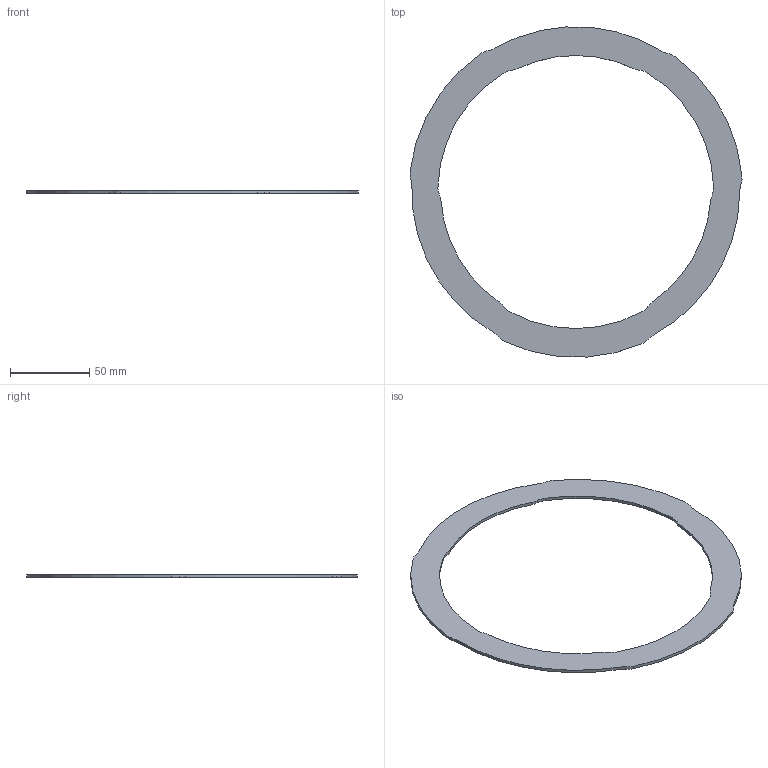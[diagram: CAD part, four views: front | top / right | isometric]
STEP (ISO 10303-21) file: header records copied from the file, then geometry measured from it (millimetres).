
FILE_DESCRIPTION(/* description */ (''),/* implementation_level */ '2;1');
FILE_NAME(/* name */ 'Lid_A.stp',/* time_stamp */ '2025-11-07T17:23:33-03:00',/* author */ ('Carla Fernandez'),/* organization */ (''),/* preprocessor_version */ 'ST-DEVELOPER v20.1',/* originating_system */ 'Autodesk Inventor 2026',/* authorisation */ '');
FILE_SCHEMA (('AUTOMOTIVE_DESIGN { 1 0 10303 214 3 1 1 }'));
Length unit declared in the file: millimetre
Products named in the file (1): Lid_A
Bounding box: 210.03 x 208.82 x 1.85 mm (x, y, z)
Volume: 20099.5 mm3; surface area: 23953.8 mm2
Topology: 1 solids, 1 shells, 38 faces, 108 edges, 72 vertices
Faces by surface type: cylinder 36, plane 2
Entity records: 1331 total; most frequent: DIRECTION 258, CARTESIAN_POINT 219, ORIENTED_EDGE 216, AXIS2_PLACEMENT_3D 111, EDGE_CURVE 108, CIRCLE 72, VERTEX_POINT 72, EDGE_LOOP 40
